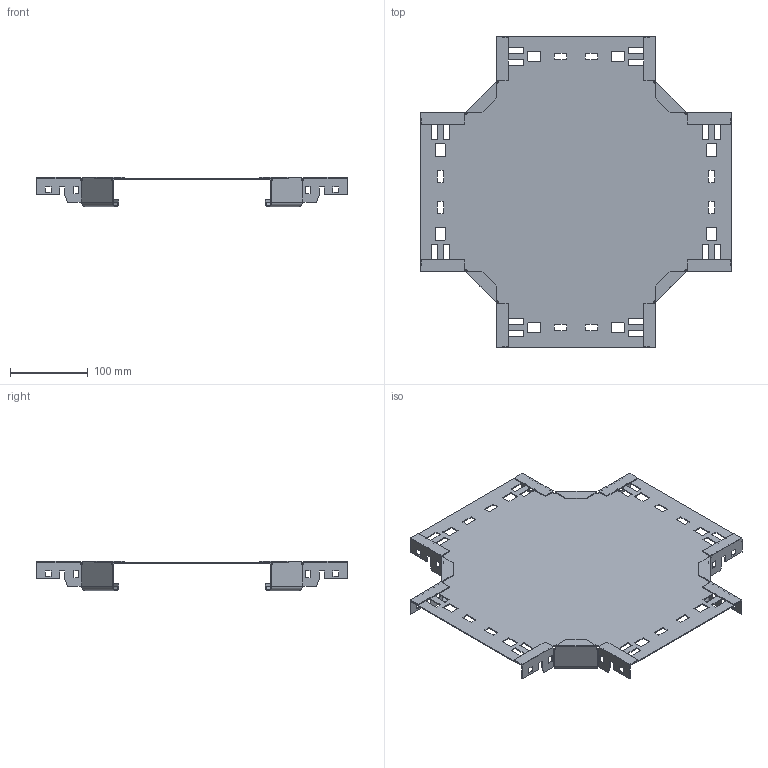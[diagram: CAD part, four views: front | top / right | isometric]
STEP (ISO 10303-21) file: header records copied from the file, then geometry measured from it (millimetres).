
FILE_DESCRIPTION (( 'STEP AP214' ), '1' );
FILE_NAME ('7027243.STP', '2020-07-06T07:53:44', ( '' ), ( '' ), 'SwSTEP 2.0', 'SolidWorks 2018', '' );
FILE_SCHEMA (( 'AUTOMOTIVE_DESIGN' ));
Length unit declared in the file: millimetre
Products named in the file (3): 033219_Innenholm 35; 053659_Bodenblech RKM 200; 7027243
Assembly tree (5 placements, depth 2):
  7027243
    053659_Bodenblech RKM 200
    033219_Innenholm 35  x4
Bounding box: 400.17 x 400.17 x 38 mm (x, y, z)
Volume: 185924 mm3; surface area: 304947.4 mm2
Topology: 5 solids, 5 shells, 696 faces, 1978 edges, 1292 vertices
Faces by surface type: plane 448, cylinder 240, bspline 8
Entity records: 13004 total; most frequent: CARTESIAN_POINT 2284, ORIENTED_EDGE 2240, DIRECTION 2204, EDGE_CURVE 1120, VECTOR 800, LINE 800, VERTEX_POINT 740, AXIS2_PLACEMENT_3D 702
